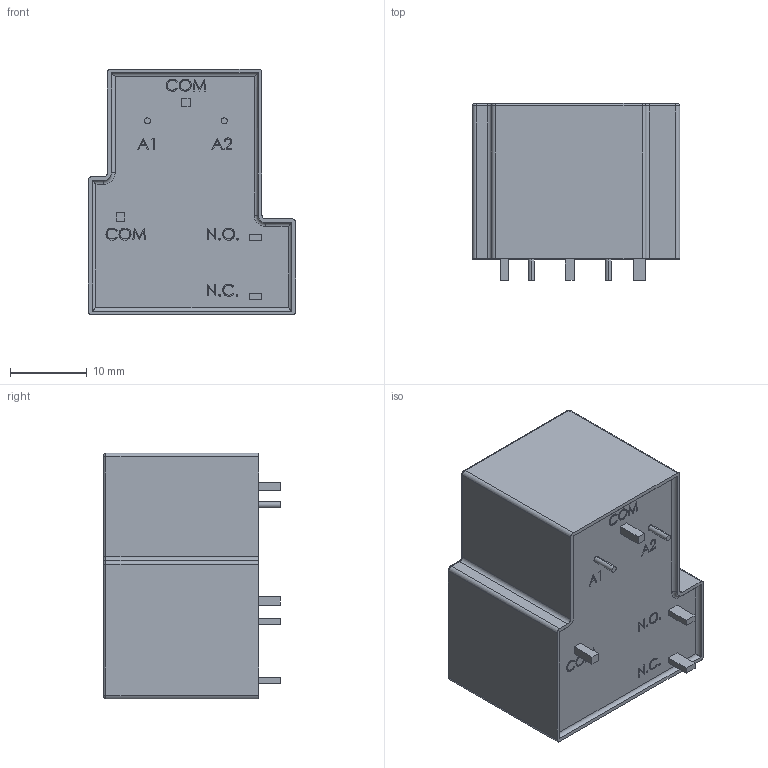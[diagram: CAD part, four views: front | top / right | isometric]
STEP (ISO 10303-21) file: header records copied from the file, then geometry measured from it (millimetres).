
FILE_DESCRIPTION (( 'STEP AP214' ), '1' );
FILE_NAME ('User Library-RELAY-RT1-24-30-A.STEP', '2016-06-21T01:15:41', ( 'Windows User' ), ( '' ), 'SwSTEP 2.0', 'SolidWorks 2016', '' );
FILE_SCHEMA (( 'AUTOMOTIVE_DESIGN' ));
Length unit declared in the file: millimetre
Products named in the file (1): User Library-RELAY-RT1-24-30-A
Bounding box: 27 x 23 x 32 mm (x, y, z)
Volume: 14661.1 mm3; surface area: 3950.2 mm2
Topology: 1 solids, 1 shells, 491 faces, 1271 edges, 836 vertices
Faces by surface type: plane 277, bspline 162, cylinder 36, torus 14, sphere 2
Entity records: 28677 total; most frequent: CARTESIAN_POINT 12965, ORIENTED_EDGE 2538, DIRECTION 1677, EDGE_CURVE 1269, VECTOR 861, LINE 861, VERTEX_POINT 836, EDGE_LOOP 547
